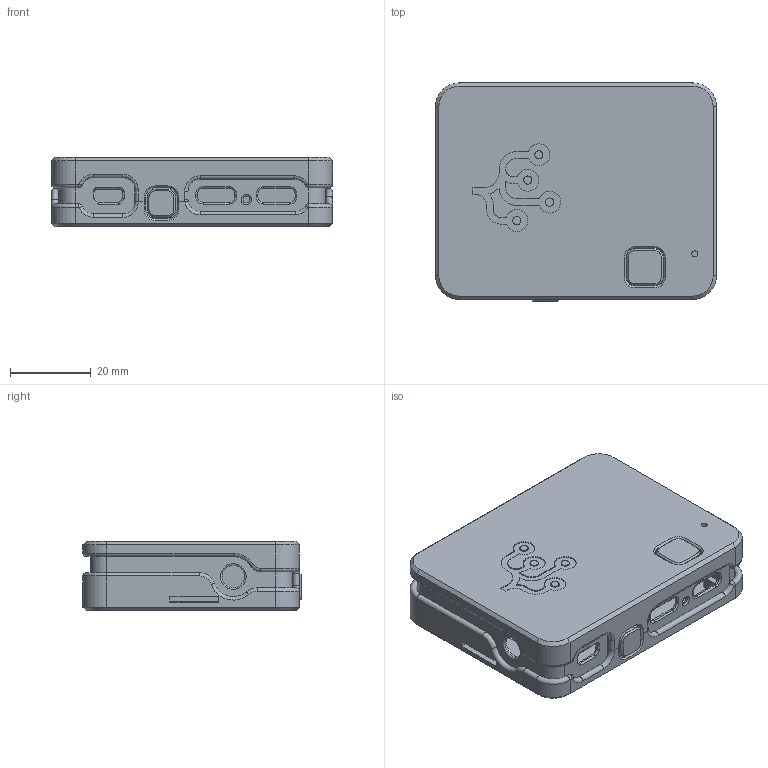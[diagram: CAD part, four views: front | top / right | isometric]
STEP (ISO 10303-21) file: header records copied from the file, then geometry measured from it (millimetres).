
FILE_DESCRIPTION(/* description */ ('STEP AP214'),/* implementation_level */ '2;1');
FILE_NAME(/* name */ '60008598a9bfb4119af10fe5',/* time_stamp */ '2021-01-14T17:55:37+00:00',/* author */ (''),/* organization */ (''),/* preprocessor_version */ 'ST-DEVELOPER v18.1',/* originating_system */ ' ',/* authorisation */ ' ');
FILE_SCHEMA (('AUTOMOTIVE_DESIGN {1 0 10303 214 3 1 1}'));
Length unit declared in the file: metre
Products named in the file (3): Top; Midframe; Bottom
Bounding box: 69.81 x 54.21 x 17.2 mm (x, y, z)
Volume: 16345.3 mm3; surface area: 23605.5 mm2
Topology: 3 solids, 3 shells, 447 faces, 1170 edges, 740 vertices
Faces by surface type: plane 209, cylinder 141, torus 42, cone 28, bspline 27
Full cylindrical faces by diameter (mm): 1.5 x1, 1.75 x1, 2 x4, 2.5 x4, 5.6 x1
Entity records: 14339 total; most frequent: CARTESIAN_POINT 3244, DIRECTION 2303, ORIENTED_EDGE 2280, EDGE_CURVE 1140, AXIS2_PLACEMENT_3D 799, VERTEX_POINT 735, LINE 705, VECTOR 705
